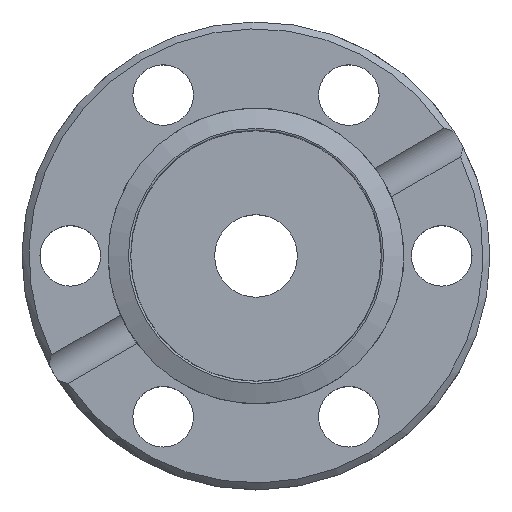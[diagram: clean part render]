
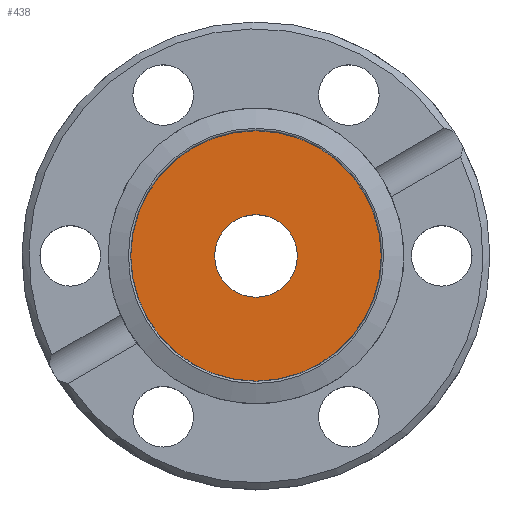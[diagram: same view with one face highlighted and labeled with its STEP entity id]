
A CAD part, top view. The second image highlights one B-rep face of the part: STEP entity #438.
In plain terms, the highlighted planar face has unit normal (0, 0, 1).
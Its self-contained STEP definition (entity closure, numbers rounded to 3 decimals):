
#28=FACE_BOUND('',#105,.T.);
#32=PLANE('',#521);
#68=FACE_OUTER_BOUND('',#104,.T.);
#104=EDGE_LOOP('',(#392));
#105=EDGE_LOOP('',(#393));
#142=CIRCLE('',#465,3.);
#161=CIRCLE('',#492,9.098);
#179=VERTEX_POINT('',#665);
#197=VERTEX_POINT('',#717);
#220=EDGE_CURVE('',#179,#179,#142,.T.);
#246=EDGE_CURVE('',#197,#197,#161,.T.);
#392=ORIENTED_EDGE('',*,*,#246,.T.);
#393=ORIENTED_EDGE('',*,*,#220,.T.);
#438=ADVANCED_FACE('',(#68,#28),#32,.T.);
#465=AXIS2_PLACEMENT_3D('',#666,#528,#529);
#492=AXIS2_PLACEMENT_3D('',#718,#589,#590);
#521=AXIS2_PLACEMENT_3D('',#851,#657,#658);
#528=DIRECTION('center_axis',(0.,0.,-1.));
#529=DIRECTION('ref_axis',(1.,0.,0.));
#589=DIRECTION('center_axis',(0.,0.,1.));
#590=DIRECTION('ref_axis',(1.,0.,0.));
#657=DIRECTION('center_axis',(0.,0.,1.));
#658=DIRECTION('ref_axis',(1.,0.,0.));
#665=CARTESIAN_POINT('',(-3.,0.,-1.2));
#666=CARTESIAN_POINT('Origin',(0.,0.,-1.2));
#717=CARTESIAN_POINT('',(-9.098,0.,-1.2));
#718=CARTESIAN_POINT('Origin',(0.,0.,-1.2));
#851=CARTESIAN_POINT('Origin',(0.,0.,-1.2));
